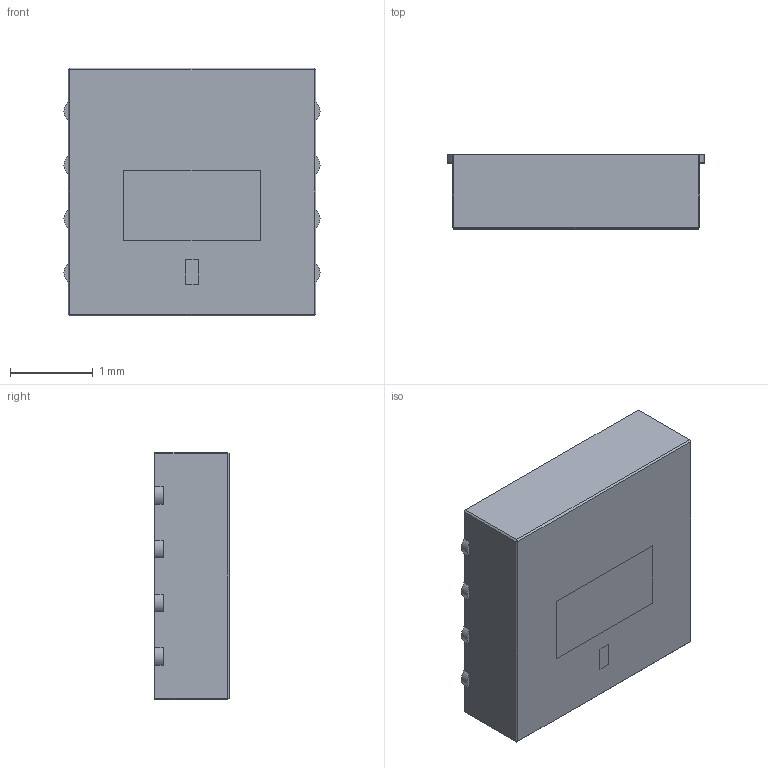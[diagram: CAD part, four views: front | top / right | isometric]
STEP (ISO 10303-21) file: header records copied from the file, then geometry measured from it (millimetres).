
FILE_DESCRIPTION (( 'STEP AP214' ), '1' );
FILE_NAME ('sensor Ic-PX.STEP', '2022-07-13T10:16:24', ( '' ), ( '' ), 'SwSTEP 2.0', 'SolidWorks 2020', '' );
FILE_SCHEMA (( 'AUTOMOTIVE_DESIGN' ));
Length unit declared in the file: millimetre
Products named in the file (1): sensor Ic-PX
Bounding box: 3.1 x 0.9 x 3 mm (x, y, z)
Volume: 8.1 mm3; surface area: 46.5 mm2
Topology: 12 solids, 12 shells, 159 faces, 384 edges, 252 vertices
Faces by surface type: plane 107, cylinder 52
Entity records: 5617 total; most frequent: DIRECTION 808, CARTESIAN_POINT 796, ORIENTED_EDGE 768, EDGE_CURVE 384, LINE 280, VECTOR 280, AXIS2_PLACEMENT_3D 264, VERTEX_POINT 252
